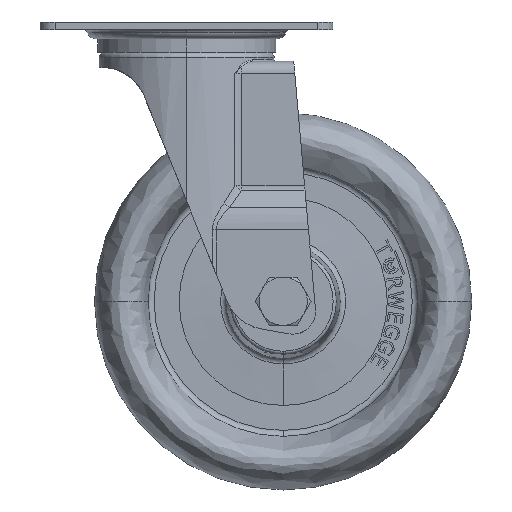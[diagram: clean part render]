
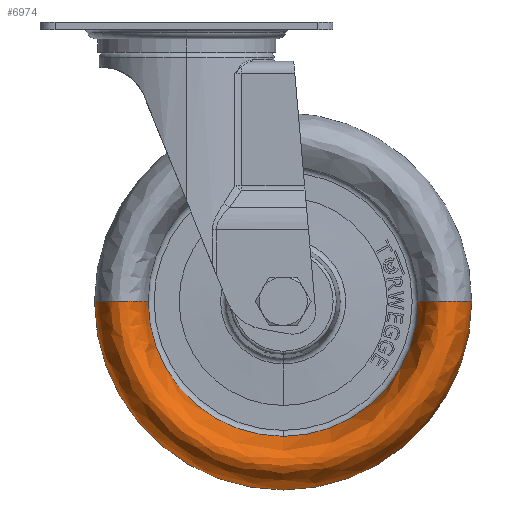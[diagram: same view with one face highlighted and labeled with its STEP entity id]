
A CAD part, top view. The second image highlights one B-rep face of the part: STEP entity #6974.
In plain terms, the highlighted free-form (B-spline) face has degree [3, 3] with [4, 4] control points.
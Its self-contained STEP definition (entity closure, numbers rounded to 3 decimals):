
#355 = CARTESIAN_POINT ( 'NONE',  ( -53.153, -170.569, 5.781 ) ) ;
#372 = CIRCLE ( 'NONE', #10493, 62.5 ) ;
#814 = CARTESIAN_POINT ( 'NONE',  ( 57.492, -45.569, 38.169 ) ) ;
#1002 = CARTESIAN_POINT ( 'NONE',  ( 57.492, -141.859, 38.169 ) ) ;
#1204 = ORIENTED_EDGE ( 'NONE', *, *, #3074, .T. ) ;
#1635 = ORIENTED_EDGE ( 'NONE', *, *, #9522, .T. ) ;
#1659 = ORIENTED_EDGE ( 'NONE', *, *, #12697, .F. ) ;
#2523 =( BOUNDED_CURVE ( )  B_SPLINE_CURVE ( 3, ( #12885, #16053, #18735, #17295 ),
 .UNSPECIFIED., .F., .F. ) 
 B_SPLINE_CURVE_WITH_KNOTS ( ( 4, 4 ),
 ( 1.568, 4.473 ),
 .UNSPECIFIED. ) 
 CURVE ( )  GEOMETRIC_REPRESENTATION_ITEM ( )  RATIONAL_B_SPLINE_CURVE ( ( 1., 0.412, 0.412, 1. ) ) 
 REPRESENTATION_ITEM ( '' )  );
#3074 = EDGE_CURVE ( 'NONE', #16224, #17043, #18935, .T. ) ;
#3154 = FACE_OUTER_BOUND ( 'NONE', #11107, .T. ) ;
#3215 = DIRECTION ( 'NONE',  ( 0., 0., -1. ) ) ;
#3870 = ORIENTED_EDGE ( 'NONE', *, *, #7321, .T. ) ;
#4663 = CARTESIAN_POINT ( 'NONE',  ( 71.847, -45.569, 5.781 ) ) ;
#5092 = DIRECTION ( 'NONE',  ( 0., -1., 0. ) ) ;
#5343 = CARTESIAN_POINT ( 'NONE',  ( -35.404, -45.569, 10.078 ) ) ;
#5659 = CARTESIAN_POINT ( 'NONE',  ( 54.098, -45.569, 10.078 ) ) ;
#6020 = CARTESIAN_POINT ( 'NONE',  ( 71.847, -170.569, 34.694 ) ) ;
#6507 = CARTESIAN_POINT ( 'NONE',  ( -38.798, -45.569, 38.169 ) ) ;
#6672 = CARTESIAN_POINT ( 'NONE',  ( 54.098, -135.072, 10.078 ) ) ;
#6783 = CARTESIAN_POINT ( 'NONE',  ( -35.404, -135.072, 10.078 ) ) ;
#6808 = CARTESIAN_POINT ( 'NONE',  ( -53.153, -45.569, 34.694 ) ) ;
#6974 = ADVANCED_FACE ( 'NONE', ( #3154 ), #9662, .T. ) ;
#7321 = EDGE_CURVE ( 'NONE', #17215, #10823, #2523, .T. ) ;
#7757 = ORIENTED_EDGE ( 'NONE', *, *, #14418, .T. ) ;
#7769 = CARTESIAN_POINT ( 'NONE',  ( -53.153, -45.569, 5.781 ) ) ;
#8414 = CARTESIAN_POINT ( 'NONE',  ( -38.798, -141.859, 38.169 ) ) ;
#8905 = DIRECTION ( 'NONE',  ( 0., 0., -1. ) ) ;
#9297 = CARTESIAN_POINT ( 'NONE',  ( 9.347, -45.569, 10.078 ) ) ;
#9522 = EDGE_CURVE ( 'NONE', #11840, #17215, #372, .T. ) ;
#9578 = CARTESIAN_POINT ( 'NONE',  ( 9.347, -90.321, 10.078 ) ) ;
#9662 =( BOUNDED_SURFACE ( )  B_SPLINE_SURFACE ( 3, 3, ( 
 ( #4663, #15062, #355, #7769 ),
 ( #13795, #6020, #10893, #13899 ),
 ( #814, #1002, #8414, #6507 ),
 ( #12332, #6672, #6783, #16951 ) ),
 .UNSPECIFIED., .F., .F., .F. ) 
 B_SPLINE_SURFACE_WITH_KNOTS ( ( 4, 4 ),
 ( 4, 4 ),
 ( 0., 1. ),
 ( 0., 1. ),
 .UNSPECIFIED. ) 
 GEOMETRIC_REPRESENTATION_ITEM ( )  RATIONAL_B_SPLINE_SURFACE ( (
 ( 1., 0.333, 0.333, 1.),
 ( 0.412, 0.137, 0.137, 0.412),
 ( 0.412, 0.137, 0.137, 0.412),
 ( 1., 0.333, 0.333, 1.) ) ) 
 REPRESENTATION_ITEM ( '' )  SURFACE ( )  );
#9788 = CARTESIAN_POINT ( 'NONE',  ( -35.404, -45.569, 10.078 ) ) ;
#10416 = AXIS2_PLACEMENT_3D ( 'NONE', #16357, #3215, #5092 ) ;
#10493 = AXIS2_PLACEMENT_3D ( 'NONE', #18082, #13875, #16531 ) ;
#10823 = VERTEX_POINT ( 'NONE', #5659 ) ;
#10893 = CARTESIAN_POINT ( 'NONE',  ( -53.153, -170.569, 34.694 ) ) ;
#11107 = EDGE_LOOP ( 'NONE', ( #1635, #3870, #7757, #1204, #1659 ) ) ;
#11588 = AXIS2_PLACEMENT_3D ( 'NONE', #9297, #8905, #13694 ) ;
#11634 = CIRCLE ( 'NONE', #10416, 44.751 ) ;
#11840 = VERTEX_POINT ( 'NONE', #16118 ) ;
#12332 = CARTESIAN_POINT ( 'NONE',  ( 54.098, -45.569, 10.078 ) ) ;
#12449 = CARTESIAN_POINT ( 'NONE',  ( -38.798, -45.569, 38.169 ) ) ;
#12697 = EDGE_CURVE ( 'NONE', #11840, #17043, #15658, .T. ) ;
#12885 = CARTESIAN_POINT ( 'NONE',  ( 71.847, -45.569, 5.781 ) ) ;
#13694 = DIRECTION ( 'NONE',  ( 0., -1., 0. ) ) ;
#13795 = CARTESIAN_POINT ( 'NONE',  ( 71.847, -45.569, 34.694 ) ) ;
#13875 = DIRECTION ( 'NONE',  ( 0., 0., 1. ) ) ;
#13899 = CARTESIAN_POINT ( 'NONE',  ( -53.153, -45.569, 34.694 ) ) ;
#14418 = EDGE_CURVE ( 'NONE', #10823, #16224, #11634, .T. ) ;
#15062 = CARTESIAN_POINT ( 'NONE',  ( 71.847, -170.569, 5.781 ) ) ;
#15462 = CARTESIAN_POINT ( 'NONE',  ( -53.153, -45.569, 5.781 ) ) ;
#15658 =( BOUNDED_CURVE ( )  B_SPLINE_CURVE ( 3, ( #15462, #6808, #12449, #9788 ),
 .UNSPECIFIED., .F., .F. ) 
 B_SPLINE_CURVE_WITH_KNOTS ( ( 4, 4 ),
 ( 1.568, 4.473 ),
 .UNSPECIFIED. ) 
 CURVE ( )  GEOMETRIC_REPRESENTATION_ITEM ( )  RATIONAL_B_SPLINE_CURVE ( ( 1., 0.412, 0.412, 1. ) ) 
 REPRESENTATION_ITEM ( '' )  );
#16053 = CARTESIAN_POINT ( 'NONE',  ( 71.847, -45.569, 34.694 ) ) ;
#16118 = CARTESIAN_POINT ( 'NONE',  ( -53.153, -45.569, 5.781 ) ) ;
#16224 = VERTEX_POINT ( 'NONE', #9578 ) ;
#16357 = CARTESIAN_POINT ( 'NONE',  ( 9.347, -45.569, 10.078 ) ) ;
#16531 = DIRECTION ( 'NONE',  ( 0., 1., 0. ) ) ;
#16951 = CARTESIAN_POINT ( 'NONE',  ( -35.404, -45.569, 10.078 ) ) ;
#17043 = VERTEX_POINT ( 'NONE', #5343 ) ;
#17215 = VERTEX_POINT ( 'NONE', #18014 ) ;
#17295 = CARTESIAN_POINT ( 'NONE',  ( 54.098, -45.569, 10.078 ) ) ;
#18014 = CARTESIAN_POINT ( 'NONE',  ( 71.847, -45.569, 5.781 ) ) ;
#18082 = CARTESIAN_POINT ( 'NONE',  ( 9.347, -45.569, 5.781 ) ) ;
#18735 = CARTESIAN_POINT ( 'NONE',  ( 57.492, -45.569, 38.169 ) ) ;
#18935 = CIRCLE ( 'NONE', #11588, 44.751 ) ;
